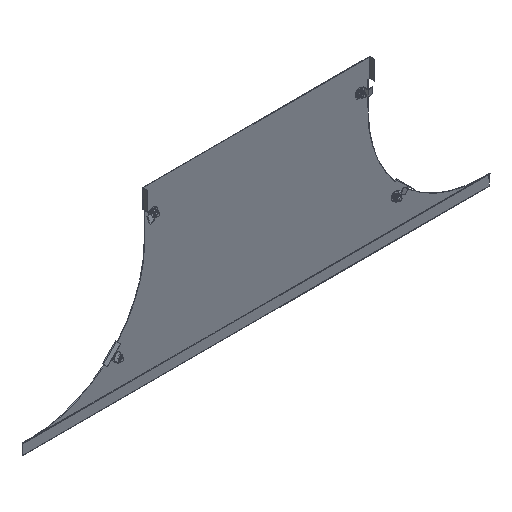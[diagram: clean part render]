
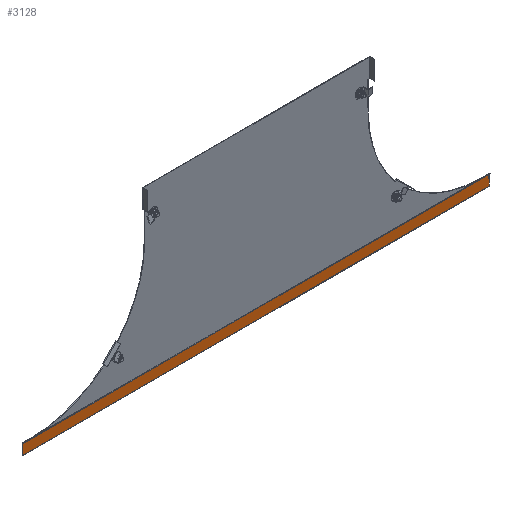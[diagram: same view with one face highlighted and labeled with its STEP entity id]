
A CAD part, isometric view. The second image highlights one B-rep face of the part: STEP entity #3128.
In plain terms, the highlighted planar face has unit normal (0, -1, 0).
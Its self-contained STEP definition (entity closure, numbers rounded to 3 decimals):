
#357 = CARTESIAN_POINT ( 'NONE',  ( 600., 0.25, -430.5 ) ) ;
#374 = DIRECTION ( 'NONE',  ( 0., -1., 0. ) ) ;
#397 = CARTESIAN_POINT ( 'NONE',  ( -620., 0.25, -430.5 ) ) ;
#403 = VECTOR ( 'NONE', #4405, 1000. ) ;
#515 = CARTESIAN_POINT ( 'NONE',  ( -620., 0.25, -457.793 ) ) ;
#608 = VERTEX_POINT ( 'NONE', #4779 ) ;
#632 = DIRECTION ( 'NONE',  ( 0., 0., -1. ) ) ;
#782 = VECTOR ( 'NONE', #3347, 1000. ) ;
#914 = LINE ( 'NONE', #357, #3036 ) ;
#1161 = LINE ( 'NONE', #3756, #1807 ) ;
#1299 = ORIENTED_EDGE ( 'NONE', *, *, #1826, .F. ) ;
#1500 = CARTESIAN_POINT ( 'NONE',  ( -620., 0.25, -458. ) ) ;
#1628 = DIRECTION ( 'NONE',  ( -1., 0., 0. ) ) ;
#1748 = EDGE_CURVE ( 'NONE', #4075, #2493, #2213, .T. ) ;
#1807 = VECTOR ( 'NONE', #3704, 1000. ) ;
#1826 = EDGE_CURVE ( 'NONE', #1911, #4729, #2791, .T. ) ;
#1903 = EDGE_CURVE ( 'NONE', #2935, #4075, #3510, .T. ) ;
#1911 = VERTEX_POINT ( 'NONE', #3694 ) ;
#1958 = VECTOR ( 'NONE', #3590, 1000. ) ;
#2009 = CARTESIAN_POINT ( 'NONE',  ( -620., 0.25, -124.793 ) ) ;
#2213 = LINE ( 'NONE', #2009, #1958 ) ;
#2237 = CARTESIAN_POINT ( 'NONE',  ( -620., 0.25, -430.914 ) ) ;
#2287 = EDGE_LOOP ( 'NONE', ( #1299, #4866, #3865, #5088, #3393, #3643 ) ) ;
#2296 = PLANE ( 'NONE',  #3278 ) ;
#2493 = VERTEX_POINT ( 'NONE', #397 ) ;
#2638 = LINE ( 'NONE', #3327, #782 ) ;
#2642 = CARTESIAN_POINT ( 'NONE',  ( 620., 0.25, -458. ) ) ;
#2720 = EDGE_CURVE ( 'NONE', #608, #2493, #914, .T. ) ;
#2791 = LINE ( 'NONE', #2893, #4781 ) ;
#2893 = CARTESIAN_POINT ( 'NONE',  ( 620., 0.25, -457.793 ) ) ;
#2935 = VERTEX_POINT ( 'NONE', #1500 ) ;
#3036 = VECTOR ( 'NONE', #1628, 1000. ) ;
#3128 = ADVANCED_FACE ( 'NONE', ( #4465 ), #2296, .T. ) ;
#3278 = AXIS2_PLACEMENT_3D ( 'NONE', #3288, #374, #632 ) ;
#3288 = CARTESIAN_POINT ( 'NONE',  ( 600., 0.25, -124.793 ) ) ;
#3327 = CARTESIAN_POINT ( 'NONE',  ( 620., 0.25, -458. ) ) ;
#3347 = DIRECTION ( 'NONE',  ( -1., 0., 0. ) ) ;
#3393 = ORIENTED_EDGE ( 'NONE', *, *, #1903, .F. ) ;
#3510 = LINE ( 'NONE', #515, #403 ) ;
#3590 = DIRECTION ( 'NONE',  ( 0., 0., 1. ) ) ;
#3643 = ORIENTED_EDGE ( 'NONE', *, *, #4365, .F. ) ;
#3694 = CARTESIAN_POINT ( 'NONE',  ( 620., 0.25, -430.914 ) ) ;
#3704 = DIRECTION ( 'NONE',  ( 0., 0., 1. ) ) ;
#3756 = CARTESIAN_POINT ( 'NONE',  ( 620., 0.25, -430.914 ) ) ;
#3865 = ORIENTED_EDGE ( 'NONE', *, *, #2720, .T. ) ;
#4075 = VERTEX_POINT ( 'NONE', #2237 ) ;
#4300 = EDGE_CURVE ( 'NONE', #1911, #608, #1161, .T. ) ;
#4365 = EDGE_CURVE ( 'NONE', #4729, #2935, #2638, .T. ) ;
#4405 = DIRECTION ( 'NONE',  ( 0., 0., 1. ) ) ;
#4465 = FACE_OUTER_BOUND ( 'NONE', #2287, .T. ) ;
#4729 = VERTEX_POINT ( 'NONE', #2642 ) ;
#4770 = DIRECTION ( 'NONE',  ( 0., 0., -1. ) ) ;
#4779 = CARTESIAN_POINT ( 'NONE',  ( 620., 0.25, -430.5 ) ) ;
#4781 = VECTOR ( 'NONE', #4770, 1000. ) ;
#4866 = ORIENTED_EDGE ( 'NONE', *, *, #4300, .T. ) ;
#5088 = ORIENTED_EDGE ( 'NONE', *, *, #1748, .F. ) ;
